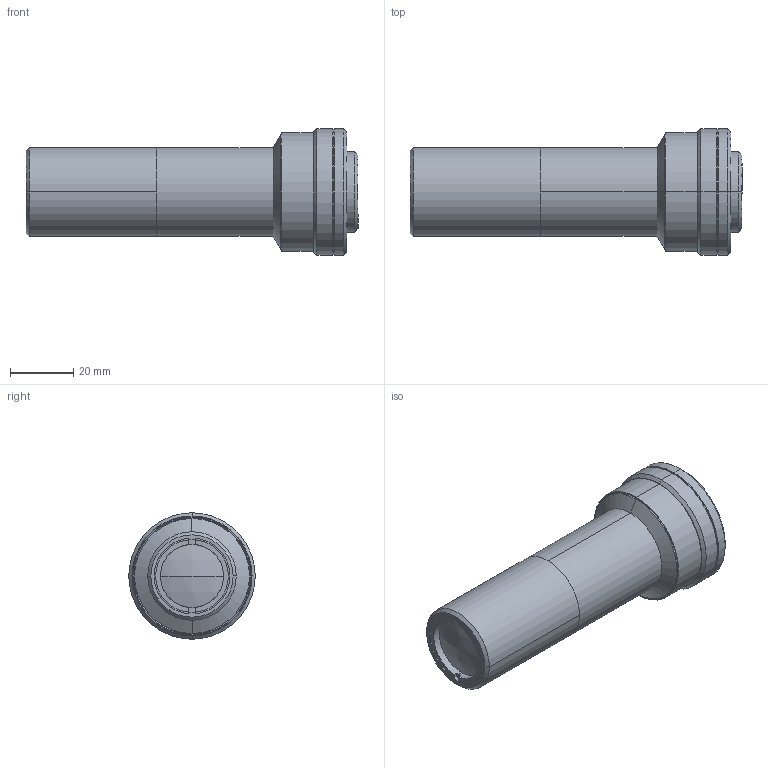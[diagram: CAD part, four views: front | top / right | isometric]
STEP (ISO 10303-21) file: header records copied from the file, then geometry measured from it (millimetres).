
FILE_DESCRIPTION (( 'STEP AP203' ), '1' );
FILE_NAME ('DP02041_TC23004.step', '2021-09-09T10:00:02', ( '' ), ( '' ), 'SwSTEP 2.0', 'SolidWorks 2021', '' );
FILE_SCHEMA (( 'CONFIG_CONTROL_DESIGN' ));
Length unit declared in the file: millimetre
Products named in the file (1): DP02041_TC23004
Bounding box: 104.99 x 40 x 40 mm (x, y, z)
Surface area: 18525.1 mm2 (no closed solid volume)
Topology: 0 solids, 14 shells, 68 faces, 204 edges, 153 vertices
Faces by surface type: cylinder 28, plane 24, cone 14, sphere 2
Entity records: 2531 total; most frequent: CARTESIAN_POINT 525, DIRECTION 459, ORIENTED_EDGE 314, EDGE_CURVE 204, AXIS2_PLACEMENT_3D 189, VERTEX_POINT 153, CIRCLE 120, EDGE_LOOP 86
